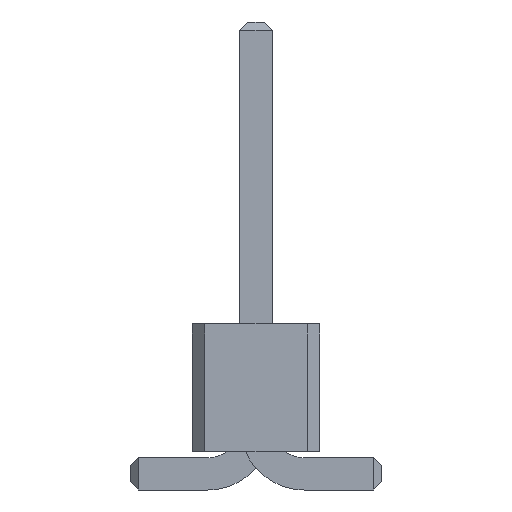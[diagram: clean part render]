
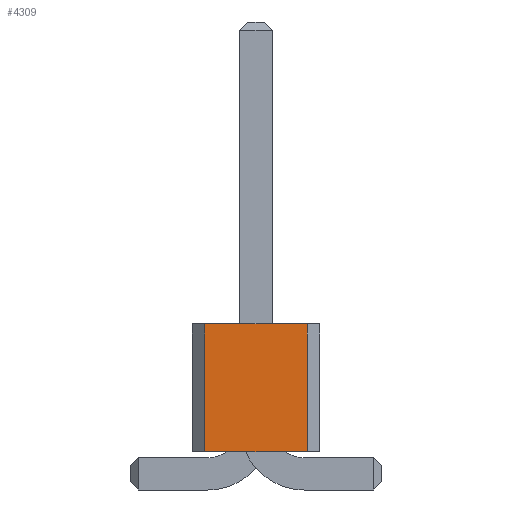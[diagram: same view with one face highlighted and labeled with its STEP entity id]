
A CAD part, front view. The second image highlights one B-rep face of the part: STEP entity #4309.
In plain terms, the highlighted planar face has unit normal (0, -1, 0).
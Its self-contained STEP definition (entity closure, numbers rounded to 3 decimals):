
#455 = VERTEX_POINT('',#456);
#456 = CARTESIAN_POINT('',(1.016,-20.32,0.76));
#462 = EDGE_CURVE('',#463,#455,#465,.T.);
#463 = VERTEX_POINT('',#464);
#464 = CARTESIAN_POINT('',(-1.016,-20.32,0.76));
#465 = LINE('',#466,#467);
#466 = CARTESIAN_POINT('',(-1.27,-20.32,0.76));
#467 = VECTOR('',#468,1.);
#468 = DIRECTION('',(1.,0.,0.));
#1807 = VERTEX_POINT('',#1808);
#1808 = CARTESIAN_POINT('',(-1.016,-20.32,3.3));
#1814 = EDGE_CURVE('',#1807,#1815,#1817,.T.);
#1815 = VERTEX_POINT('',#1816);
#1816 = CARTESIAN_POINT('',(1.016,-20.32,3.3));
#1817 = LINE('',#1818,#1819);
#1818 = CARTESIAN_POINT('',(-1.27,-20.32,3.3));
#1819 = VECTOR('',#1820,1.);
#1820 = DIRECTION('',(1.,0.,0.));
#4299 = EDGE_CURVE('',#463,#1807,#4300,.T.);
#4300 = LINE('',#4301,#4302);
#4301 = CARTESIAN_POINT('',(-1.016,-20.32,0.76));
#4302 = VECTOR('',#4303,1.);
#4303 = DIRECTION('',(0.,0.,1.));
#4309 = ADVANCED_FACE('',(#4310),#4321,.F.);
#4310 = FACE_BOUND('',#4311,.F.);
#4311 = EDGE_LOOP('',(#4312,#4313,#4314,#4315));
#4312 = ORIENTED_EDGE('',*,*,#462,.F.);
#4313 = ORIENTED_EDGE('',*,*,#4299,.T.);
#4314 = ORIENTED_EDGE('',*,*,#1814,.T.);
#4315 = ORIENTED_EDGE('',*,*,#4316,.F.);
#4316 = EDGE_CURVE('',#455,#1815,#4317,.T.);
#4317 = LINE('',#4318,#4319);
#4318 = CARTESIAN_POINT('',(1.016,-20.32,0.76));
#4319 = VECTOR('',#4320,1.);
#4320 = DIRECTION('',(0.,0.,1.));
#4321 = PLANE('',#4322);
#4322 = AXIS2_PLACEMENT_3D('',#4323,#4324,#4325);
#4323 = CARTESIAN_POINT('',(-1.27,-20.32,0.76));
#4324 = DIRECTION('',(0.,1.,0.));
#4325 = DIRECTION('',(1.,0.,0.));
